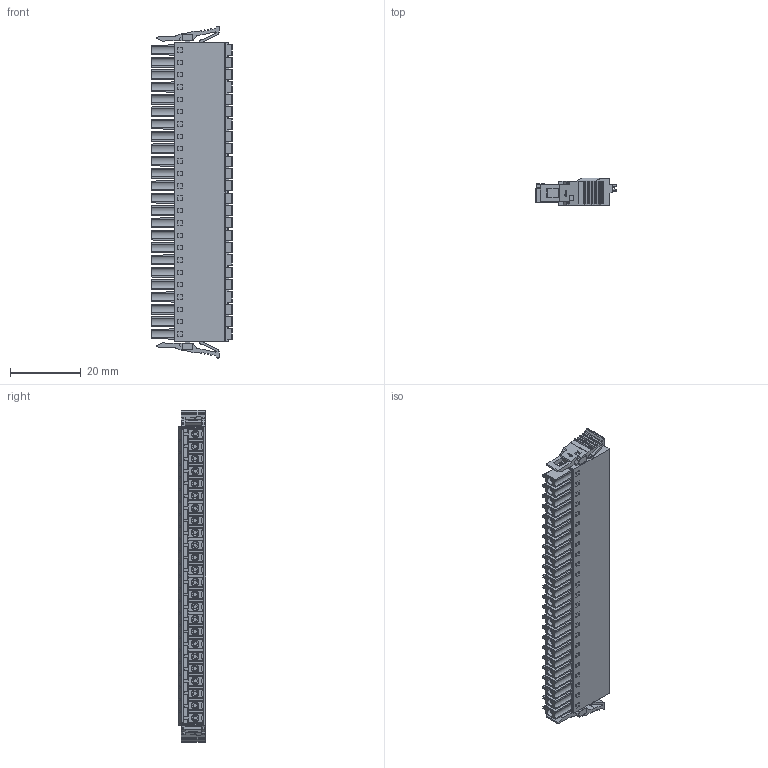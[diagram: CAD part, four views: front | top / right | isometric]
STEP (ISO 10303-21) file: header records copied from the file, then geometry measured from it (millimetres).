
FILE_DESCRIPTION((''),'2;1');
FILE_NAME('TLPSL-007-24P-X','2024-09-27T',('sheji'),(''),'PRO/ENGINEER BY PARAMETRIC TECHNOLOGY CORPORATION, 2015240','PRO/ENGINEER BY PARAMETRIC TECHNOLOGY CORPORATION, 2015240','');
FILE_SCHEMA(('CONFIG_CONTROL_DESIGN'));
Products named in the file (1): TLPSL-007-24P-X
Bounding box: 22.9 x 7.75 x 94.1 mm (x, y, z)
Volume: 10211.4 mm3; surface area: 9652.9 mm2
Topology: 1 solids, 23 shells, 2862 faces, 7656 edges, 4982 vertices
Faces by surface type: plane 1767, cylinder 851, cone 192, torus 48, extrusion 4
Entity records: 90314 total; most frequent: CARTESIAN_POINT 18037, ORIENTED_EDGE 15312, DIRECTION 14662, EDGE_CURVE 7656, VECTOR 5480, LINE 5476, VERTEX_POINT 4982, AXIS2_PLACEMENT_3D 4591
